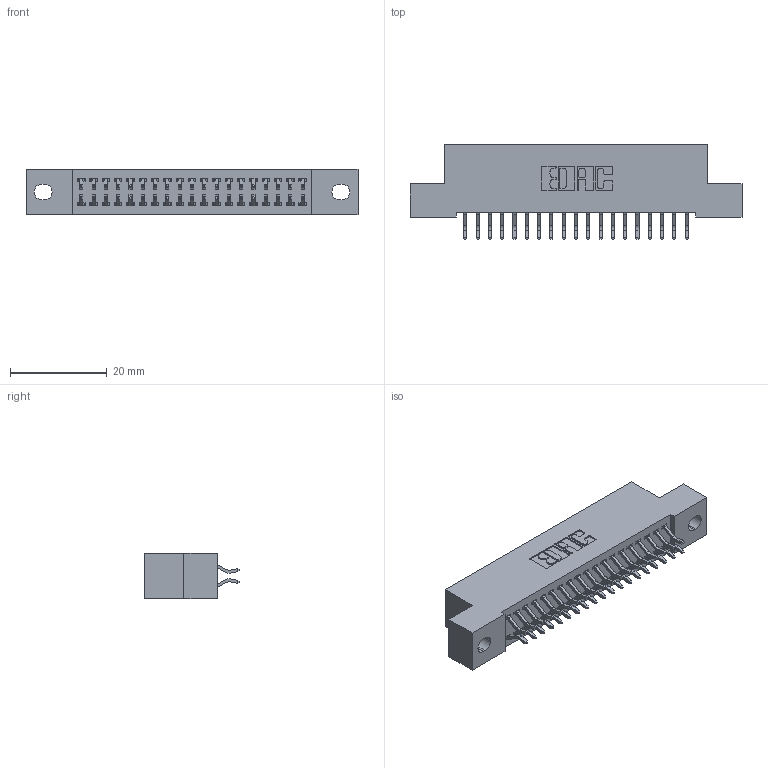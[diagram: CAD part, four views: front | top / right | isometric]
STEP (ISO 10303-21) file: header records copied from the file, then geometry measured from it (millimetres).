
FILE_DESCRIPTION (( 'STEP AP203' ), '1' );
FILE_NAME ('342-038-556-202.STEP', '2019-10-02T15:02:29', ( '' ), ( '' ), 'SwSTEP 2.0', 'SolidWorks 2016', '' );
FILE_SCHEMA (( 'CONFIG_CONTROL_DESIGN' ));
Length unit declared in the file: inch
Products named in the file (3): 342 Part_.128 Slot; 345-292-001_556 Tail; 342-038-556-202
Assembly tree (39 placements, depth 2):
  342-038-556-202
    342 Part_.128 Slot
    345-292-001_556 Tail  x38
Bounding box: 68.58 x 19.58 x 9.4 mm (x, y, z)
Volume: 5999.9 mm3; surface area: 8922.3 mm2
Topology: 39 solids, 39 shells, 2318 faces, 6885 edges, 4538 vertices
Faces by surface type: plane 1590, cylinder 728
Entity records: 15421 total; most frequent: CARTESIAN_POINT 2598, ORIENTED_EDGE 2522, DIRECTION 2249, EDGE_CURVE 1261, VECTOR 1125, LINE 1125, VERTEX_POINT 838, AXIS2_PLACEMENT_3D 562
